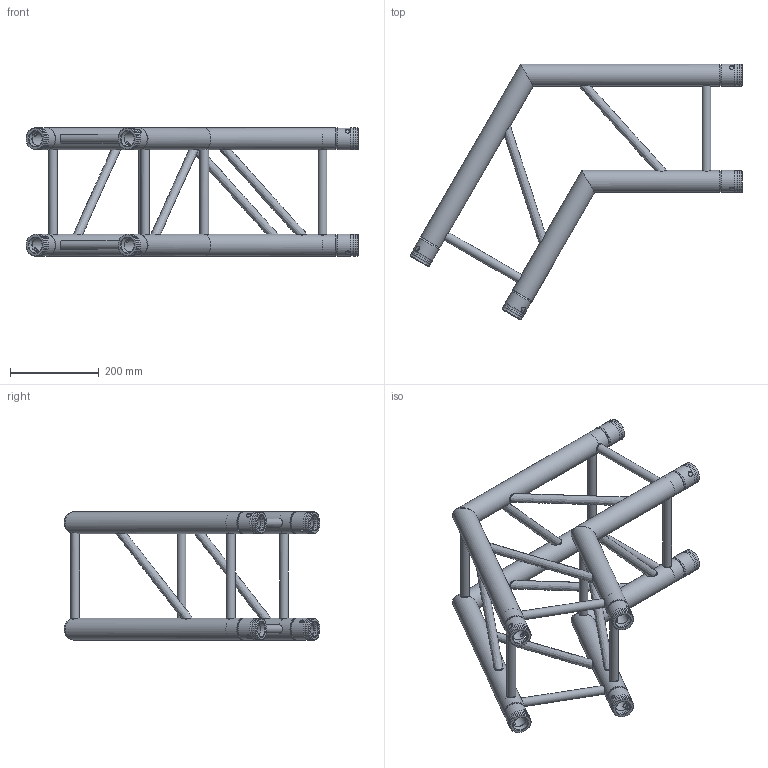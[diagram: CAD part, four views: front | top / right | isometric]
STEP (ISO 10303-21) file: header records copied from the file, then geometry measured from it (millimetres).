
FILE_DESCRIPTION(/* description */ (''),/* implementation_level */ '2;1');
FILE_NAME(/* name */ 'SQ-4122 F34C22.stp',/* time_stamp */ '2021-02-25T13:22:49-08:00',/* author */ ('TheDanny'),/* organization */ (''),/* preprocessor_version */ 'ST-DEVELOPER v18.1',/* originating_system */ 'Autodesk Inventor 2021',/* authorisation */ '');
FILE_SCHEMA (('AUTOMOTIVE_DESIGN { 1 0 10303 214 3 1 1 }'));
Length unit declared in the file: inch
Products named in the file (31): SQ-4122 F34C22; SQ-4122 F34C221; SQ-4122 F34C222; SQ-4122 F34C223; SQ-4122 F34C224; SQ-4122 F34C225; SQ-4122 F34C226; SQ-4122 F34C227; SQ-4122 F34C228; SQ-4122 F34C229; SQ-4122 F34C2210; SQ-4122 F34C2211; SQ-4122 F34C2212; SQ-4122 F34C2213; SQ-4122 F34C2214; SQ-4122 F34C2215; SQ-4122 F34C2216; SQ-4122 F34C2217; SQ-4122 F34C2218; SQ-4122 F34C2219; SQ-4122 F34C2220; SQ-4122 F34C2221; SQ-4122 F34C2222; SQ-4122 F34C2223; SQ-4122 F34C2224; SQ-4122 F34C2225; SQ-4122 F34C2226; SQ-4122 F34C2227; SQ-4122 F34C2228; SQ-4122 F34C2229; SQ-4122 F34C2230
Assembly tree (30 placements, depth 2):
  SQ-4122 F34C22
    SQ-4122 F34C221
    SQ-4122 F34C222
    SQ-4122 F34C223
    SQ-4122 F34C224
    SQ-4122 F34C225
    SQ-4122 F34C226
    SQ-4122 F34C227
    SQ-4122 F34C228
    SQ-4122 F34C229
    SQ-4122 F34C2210
    SQ-4122 F34C2211
    SQ-4122 F34C2212
    SQ-4122 F34C2213
    SQ-4122 F34C2214
    SQ-4122 F34C2215
    SQ-4122 F34C2216
    SQ-4122 F34C2217
    SQ-4122 F34C2218
    SQ-4122 F34C2219
    SQ-4122 F34C2220
    SQ-4122 F34C2221
    SQ-4122 F34C2222
    SQ-4122 F34C2223
    SQ-4122 F34C2224
    SQ-4122 F34C2225
    SQ-4122 F34C2226
    SQ-4122 F34C2227
    SQ-4122 F34C2228
    SQ-4122 F34C2229
    SQ-4122 F34C2230
Bounding box: 749.17 x 577.22 x 290 mm (x, y, z)
Volume: 2012148.6 mm3; surface area: 1517030 mm2
Topology: 30 solids, 30 shells, 228 faces, 572 edges, 384 vertices
Faces by surface type: cylinder 100, cone 56, torus 32, plane 24, bspline 16
Full cylindrical faces by diameter (mm): 16 x10, 20 x10, 30.3 x8, 45.8 x8, 46 x8, 50 x16
Entity records: 14923 total; most frequent: CARTESIAN_POINT 8405, ORIENTED_EDGE 1144, DIRECTION 1126, EDGE_CURVE 572, AXIS2_PLACEMENT_3D 497, VERTEX_POINT 384, EDGE_LOOP 300, FACE_OUTER_BOUND 228
